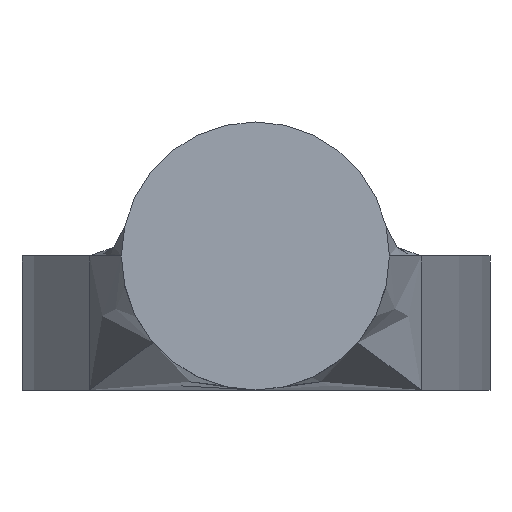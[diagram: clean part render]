
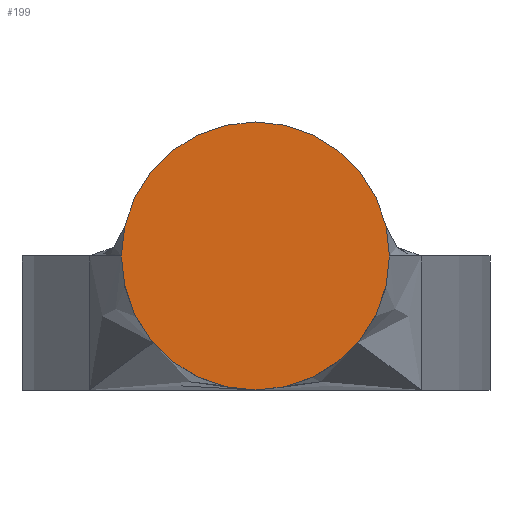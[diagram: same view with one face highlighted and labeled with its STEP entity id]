
A CAD part, front view. The second image highlights one B-rep face of the part: STEP entity #199.
In plain terms, the highlighted planar face has unit normal (0, -1, 0).
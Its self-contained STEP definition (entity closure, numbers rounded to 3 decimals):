
#26 = FACE_OUTER_BOUND ( 'NONE', #102, .T. ) ;
#78 = AXIS2_PLACEMENT_3D ( 'NONE', #525, #132, #567 ) ;
#102 = EDGE_LOOP ( 'NONE', ( #110, #143 ) ) ;
#110 = ORIENTED_EDGE ( 'NONE', *, *, #471, .T. ) ;
#132 = DIRECTION ( 'NONE',  ( 0., -1., 0. ) ) ;
#143 = ORIENTED_EDGE ( 'NONE', *, *, #243, .T. ) ;
#160 = CARTESIAN_POINT ( 'NONE',  ( 0., -1200., -2. ) ) ;
#184 = CARTESIAN_POINT ( 'NONE',  ( 0., -1200., 2. ) ) ;
#199 = ADVANCED_FACE ( 'NONE', ( #26 ), #575, .F. ) ;
#243 = EDGE_CURVE ( 'NONE', #545, #296, #612, .T. ) ;
#281 = CARTESIAN_POINT ( 'NONE',  ( 0., -1200., 0. ) ) ;
#296 = VERTEX_POINT ( 'NONE', #184 ) ;
#333 = DIRECTION ( 'NONE',  ( 0., 1., 0. ) ) ;
#439 = CIRCLE ( 'NONE', #459, 2. ) ;
#448 = CARTESIAN_POINT ( 'NONE',  ( 0., -1200., 0. ) ) ;
#459 = AXIS2_PLACEMENT_3D ( 'NONE', #448, #539, #487 ) ;
#471 = EDGE_CURVE ( 'NONE', #296, #545, #439, .T. ) ;
#487 = DIRECTION ( 'NONE',  ( 0., 0., 1. ) ) ;
#516 = AXIS2_PLACEMENT_3D ( 'NONE', #281, #333, #521 ) ;
#521 = DIRECTION ( 'NONE',  ( 0., 0., 1. ) ) ;
#525 = CARTESIAN_POINT ( 'NONE',  ( 0., -1200., 0. ) ) ;
#539 = DIRECTION ( 'NONE',  ( 0., -1., 0. ) ) ;
#545 = VERTEX_POINT ( 'NONE', #160 ) ;
#567 = DIRECTION ( 'NONE',  ( 0., 0., 1. ) ) ;
#575 = PLANE ( 'NONE',  #516 ) ;
#612 = CIRCLE ( 'NONE', #78, 2. ) ;
